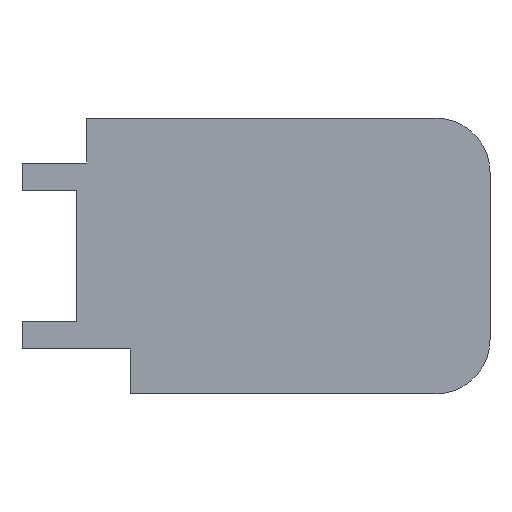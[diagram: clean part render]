
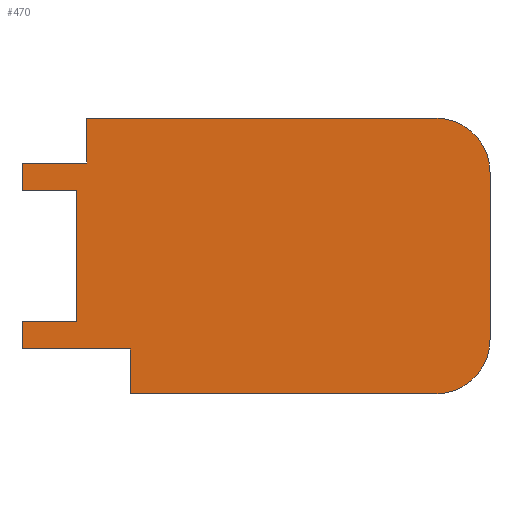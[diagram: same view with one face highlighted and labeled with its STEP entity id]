
A CAD part, front view. The second image highlights one B-rep face of the part: STEP entity #470.
In plain terms, the highlighted planar face has unit normal (0, -1, 0).
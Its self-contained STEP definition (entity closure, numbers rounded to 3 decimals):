
#1=CARTESIAN_POINT('POINT1',(-4.87,-0.5,-4.3));
#2=VERTEX_POINT('VERTEX1',#1);
#11=CARTESIAN_POINT('POINT3',(-9.87,-0.5,-4.3));
#12=VERTEX_POINT('VERTEX3',#11);
#13=CARTESIAN_POINT('POS2',(-4.87,-0.5,-4.3));
#14=DIRECTION('DIR2',(-1.,0.,0.));
#15=VECTOR('VEC2',#14,1.);
#16=LINE('STRAIGHT2',#13,#15);
#17=EDGE_CURVE('EDGE2',#2,#12,#16,.T.);
#42=CARTESIAN_POINT('POINT5',(-9.87,-0.5,-3.05));
#43=VERTEX_POINT('VERTEX5',#42);
#44=CARTESIAN_POINT('POS6',(-9.87,-0.5,-3.05));
#45=DIRECTION('DIR7',(0.,0.,-1.));
#46=VECTOR('VEC5',#45,1.);
#47=LINE('STRAIGHT5',#44,#46);
#48=EDGE_CURVE('EDGE5',#43,#12,#47,.T.);
#73=CARTESIAN_POINT('POINT7',(-7.37,-0.5,-3.05));
#74=VERTEX_POINT('VERTEX7',#73);
#75=CARTESIAN_POINT('POS10',(-7.37,-0.5,-3.05));
#76=DIRECTION('DIR12',(-1.,0.,0.));
#77=VECTOR('VEC8',#76,1.);
#78=LINE('STRAIGHT8',#75,#77);
#79=EDGE_CURVE('EDGE8',#74,#43,#78,.T.);
#104=CARTESIAN_POINT('POINT9',(-7.37,-0.5,3.05));
#105=VERTEX_POINT('VERTEX9',#104);
#106=CARTESIAN_POINT('POS14',(-7.37,-0.5,-3.05));
#107=DIRECTION('DIR17',(0.,0.,1.));
#108=VECTOR('VEC11',#107,1.);
#109=LINE('STRAIGHT11',#106,#108);
#110=EDGE_CURVE('EDGE11',#74,#105,#109,.T.);
#135=CARTESIAN_POINT('POINT11',(-9.87,-0.5,3.05));
#136=VERTEX_POINT('VERTEX11',#135);
#137=CARTESIAN_POINT('POS18',(-7.37,-0.5,3.05));
#138=DIRECTION('DIR22',(-1.,0.,0.));
#139=VECTOR('VEC14',#138,1.);
#140=LINE('STRAIGHT14',#137,#139);
#141=EDGE_CURVE('EDGE14',#105,#136,#140,.T.);
#174=CARTESIAN_POINT('POINT14',(-9.87,-0.5,4.3));
#175=VERTEX_POINT('VERTEX14',#174);
#176=CARTESIAN_POINT('POS23',(-9.87,-0.5,4.3));
#177=DIRECTION('DIR28',(0.,0.,-1.));
#178=VECTOR('VEC18',#177,1.);
#179=LINE('STRAIGHT18',#176,#178);
#180=EDGE_CURVE('EDGE18',#175,#136,#179,.T.);
#197=CARTESIAN_POINT('POINT15',(-6.87,-0.5,4.3));
#198=VERTEX_POINT('VERTEX15',#197);
#199=CARTESIAN_POINT('POS26',(-6.87,-0.5,4.3));
#200=DIRECTION('DIR32',(-1.,0.,0.));
#201=VECTOR('VEC20',#200,1.);
#202=LINE('STRAIGHT20',#199,#201);
#203=EDGE_CURVE('EDGE20',#198,#175,#202,.T.);
#228=CARTESIAN_POINT('POINT17',(-6.87,-0.5,6.37));
#229=VERTEX_POINT('VERTEX17',#228);
#230=CARTESIAN_POINT('POS30',(-6.87,-0.5,4.3));
#231=DIRECTION('DIR37',(0.,0.,1.));
#232=VECTOR('VEC23',#231,1.);
#233=LINE('STRAIGHT23',#230,#232);
#234=EDGE_CURVE('EDGE23',#198,#229,#233,.T.);
#267=CARTESIAN_POINT('POINT20',(9.27,-0.5,6.37));
#268=VERTEX_POINT('VERTEX20',#267);
#269=CARTESIAN_POINT('POS35',(9.27,-0.5,6.37));
#270=DIRECTION('DIR43',(-1.,0.,0.));
#271=VECTOR('VEC27',#270,1.);
#272=LINE('STRAIGHT27',#269,#271);
#273=EDGE_CURVE('EDGE27',#268,#229,#272,.T.);
#289=CARTESIAN_POINT('POINT21',(11.77,-0.5,3.87));
#290=VERTEX_POINT('VERTEX21',#289);
#291=CARTESIAN_POINT('POS38',(9.27,-0.5,
   3.87));
#292=DIRECTION('DIR47',(0.,1.,0.));
#293=DIRECTION('DIR48',(0.,0.,1.));
#294=AXIS2_PLACEMENT_3D('AXIS10',#291,#292,#293);
#295=CIRCLE('ELLIPSE1',#294,2.5);
#296=EDGE_CURVE('EDGE29',#268,#290,#295,.T.);
#331=CARTESIAN_POINT('POINT24',(11.77,-0.5,-3.87));
#332=VERTEX_POINT('VERTEX24',#331);
#333=CARTESIAN_POINT('POS43',(11.77,-0.5,3.87));
#334=DIRECTION('DIR55',(0.,0.,-1.));
#335=VECTOR('VEC31',#334,1.);
#336=LINE('STRAIGHT31',#333,#335);
#337=EDGE_CURVE('EDGE33',#290,#332,#336,.T.);
#363=CARTESIAN_POINT('POINT26',(9.27,-0.5,-6.37));
#364=VERTEX_POINT('VERTEX26',#363);
#365=CARTESIAN_POINT('POS47',(9.27,-0.5,-3.87));
#366=DIRECTION('DIR61',(0.,1.,0.));
#367=DIRECTION('DIR62',(1.,0.,0.));
#368=AXIS2_PLACEMENT_3D('AXIS15',#365,#366,#367);
#369=CIRCLE('ELLIPSE4',#368,2.5);
#370=EDGE_CURVE('EDGE36',#332,#364,#369,.T.);
#420=CARTESIAN_POINT('POINT28',(-4.87,-0.5,-6.37));
#421=VERTEX_POINT('VERTEX28',#420);
#422=CARTESIAN_POINT('POS53',(-4.87,-0.5,-4.3));
#423=DIRECTION('DIR70',(0.,0.,-1.));
#424=VECTOR('VEC36',#423,1.);
#425=LINE('STRAIGHT36',#422,#424);
#426=EDGE_CURVE('EDGE40',#2,#421,#425,.T.);
#444=ORIENTED_EDGE('COEDGE67',*,*,#337,.F.);
#445=ORIENTED_EDGE('COEDGE68',*,*,#296,.F.);
#446=ORIENTED_EDGE('COEDGE69',*,*,#273,.T.);
#447=ORIENTED_EDGE('COEDGE70',*,*,#234,.F.);
#448=ORIENTED_EDGE('COEDGE71',*,*,#203,.T.);
#449=ORIENTED_EDGE('COEDGE72',*,*,#180,.T.);
#450=ORIENTED_EDGE('COEDGE73',*,*,#141,.F.);
#451=ORIENTED_EDGE('COEDGE74',*,*,#110,.F.);
#452=ORIENTED_EDGE('COEDGE75',*,*,#79,.T.);
#453=ORIENTED_EDGE('COEDGE76',*,*,#48,.T.);
#454=ORIENTED_EDGE('COEDGE77',*,*,#17,.F.);
#455=ORIENTED_EDGE('COEDGE78',*,*,#426,.T.);
#456=CARTESIAN_POINT('POS56',(9.27,-0.5,-6.37));
#457=DIRECTION('DIR74',(-1.,0.,0.));
#458=VECTOR('VEC38',#457,1.);
#459=LINE('STRAIGHT38',#456,#458);
#460=EDGE_CURVE('EDGE42',#364,#421,#459,.T.);
#461=ORIENTED_EDGE('COEDGE79',*,*,#460,.F.);
#462=ORIENTED_EDGE('COEDGE80',*,*,#370,.F.);
#463=EDGE_LOOP('NONE',(#444,#445,#446,#447,#448,#449,#450,#451,#452,#453
   ,#454,#455,#461,#462));
#464=FACE_BOUND('LOOP1',#463,.T.);
#465=CARTESIAN_POINT('POS57',(-9.87,-0.5,-6.37));
#466=DIRECTION('DIR75',(0.,-1.,0.));
#467=DIRECTION('DIR76',(1.,0.,0.));
#468=AXIS2_PLACEMENT_3D('AXIS19',#465,#466,#467);
#469=PLANE('PLANE13',#468);
#470=ADVANCED_FACE('FACE15',(#464),#469,.T.);
